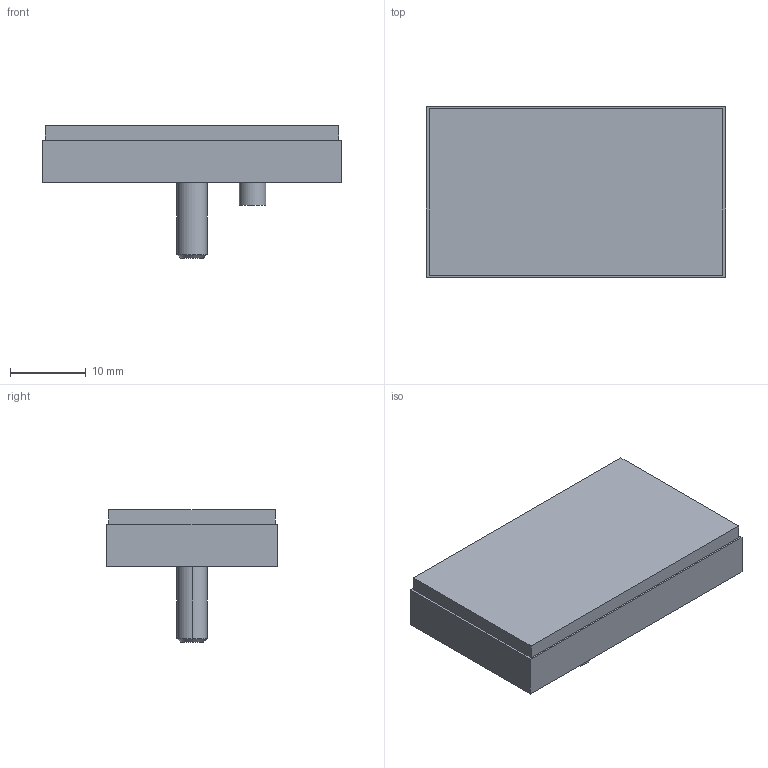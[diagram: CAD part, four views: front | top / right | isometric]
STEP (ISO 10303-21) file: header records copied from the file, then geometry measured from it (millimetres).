
FILE_DESCRIPTION (( 'STEP AP214' ), '1' );
FILE_NAME ('103025100d.STEP', '2018-09-04T06:58:30', ( 'admin' ), ( 'Hewlett-Packard Company' ), 'SwSTEP 2.0', 'SolidWorks 2017', '' );
FILE_SCHEMA (( 'AUTOMOTIVE_DESIGN' ));
Length unit declared in the file: millimetre
Products named in the file (1): 103025100d
Bounding box: 39.5 x 22.5 x 17.5 mm (x, y, z)
Volume: 6752 mm3; surface area: 2857.6 mm2
Topology: 1 solids, 1 shells, 19 faces, 40 edges, 26 vertices
Faces by surface type: plane 13, cylinder 4, cone 2
Entity records: 542 total; most frequent: DIRECTION 90, CARTESIAN_POINT 86, ORIENTED_EDGE 80, EDGE_CURVE 40, LINE 30, VECTOR 30, AXIS2_PLACEMENT_3D 30, VERTEX_POINT 26
